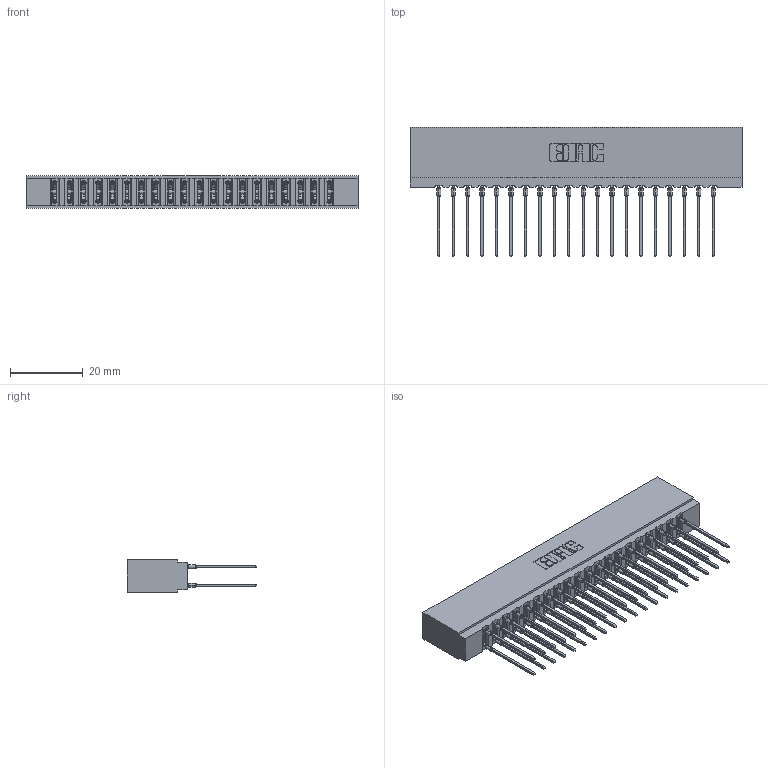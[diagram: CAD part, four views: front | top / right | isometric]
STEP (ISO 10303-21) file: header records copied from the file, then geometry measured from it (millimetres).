
FILE_DESCRIPTION (( 'STEP AP203' ), '1' );
FILE_NAME ('737-040-541-201.STEP', '2020-09-11T02:46:15', ( '' ), ( '' ), 'SwSTEP 2.0', 'SolidWorks 2020', '' );
FILE_SCHEMA (( 'CONFIG_CONTROL_DESIGN' ));
Length unit declared in the file: inch
Products named in the file (3): 745-292-001_541; 737 Part_Insulator Option - 01; 737-040-541-201
Assembly tree (41 placements, depth 2):
  737-040-541-201
    737 Part_Insulator Option - 01
    745-292-001_541  x40
Bounding box: 91.08 x 35.45 x 8.89 mm (x, y, z)
Volume: 9338.5 mm3; surface area: 13984.1 mm2
Topology: 41 solids, 41 shells, 3694 faces, 9935 edges, 6250 vertices
Faces by surface type: plane 1914, bspline 800, cylinder 740, torus 240
Entity records: 37307 total; most frequent: CARTESIAN_POINT 6985, ORIENTED_EDGE 6376, DIRECTION 5584, EDGE_CURVE 3188, VECTOR 2886, LINE 2886, VERTEX_POINT 2038, AXIS2_PLACEMENT_3D 1349
